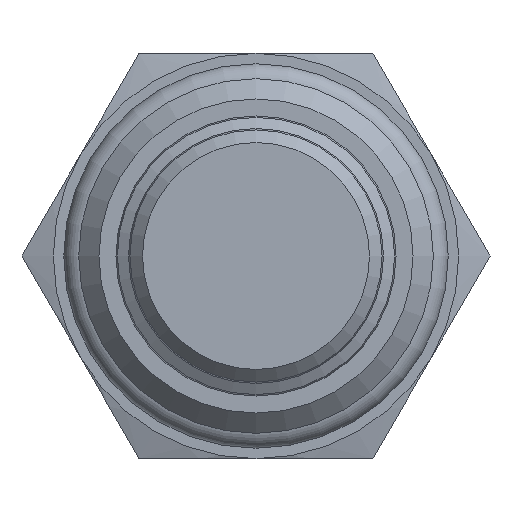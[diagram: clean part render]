
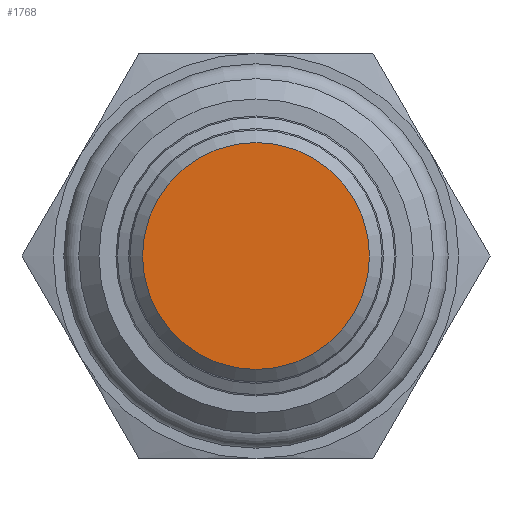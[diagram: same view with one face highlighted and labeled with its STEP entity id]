
A CAD part, front view. The second image highlights one B-rep face of the part: STEP entity #1768.
In plain terms, the highlighted planar face has unit normal (0, -1, 0).
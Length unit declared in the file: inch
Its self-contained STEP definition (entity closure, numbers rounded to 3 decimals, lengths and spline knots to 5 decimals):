
#1752=CARTESIAN_POINT('',(0.0,-3.6275,0.0));
#1753=DIRECTION('',(0.0,-1.0,0.0));
#1754=DIRECTION('',(0.0,0.0,1.0));
#1755=AXIS2_PLACEMENT_3D('',#1752,#1753,#1754);
#1756=PLANE('',#1755);
#1757=CARTESIAN_POINT('',(-0.28,-3.6275,0.));
#1758=VERTEX_POINT('',#1757);
#1759=CARTESIAN_POINT('',(0.0,-3.6275,0.0));
#1760=DIRECTION('',(0.0,1.0,0.0));
#1761=DIRECTION('',(1.0,0.0,0.0));
#1762=AXIS2_PLACEMENT_3D('',#1759,#1760,#1761);
#1763=CIRCLE('',#1762,0.28);
#1764=EDGE_CURVE('',#1758,#1758,#1763,.T.);
#1765=ORIENTED_EDGE('',*,*,#1764,.F.);
#1766=EDGE_LOOP('',(#1765));
#1767=FACE_OUTER_BOUND('',#1766,.T.);
#1768=ADVANCED_FACE('',(#1767),#1756,.T.);
